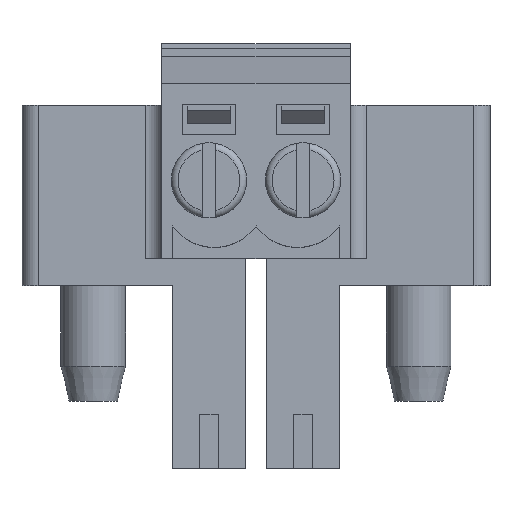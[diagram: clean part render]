
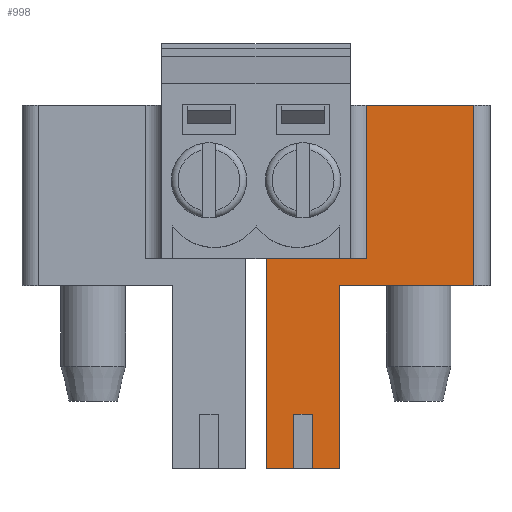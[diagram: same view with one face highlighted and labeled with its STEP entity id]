
A CAD part, top view. The second image highlights one B-rep face of the part: STEP entity #998.
In plain terms, the highlighted planar face has unit normal (0, 0, 1).
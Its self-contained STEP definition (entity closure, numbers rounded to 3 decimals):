
#998 = ADVANCED_FACE( '', ( #1962 ), #1963, .T. );
#1962 = FACE_OUTER_BOUND( '', #2890, .T. );
#1963 = PLANE( '', #2891 );
#2890 = EDGE_LOOP( '', ( #5400, #5401, #5402, #5403, #5404, #5405, #5406, #5407, #5408, #5409, #5410, #5411 ) );
#2891 = AXIS2_PLACEMENT_3D( '', #5412, #5413, #5414 );
#5400 = ORIENTED_EDGE( '', *, *, #6551, .T. );
#5401 = ORIENTED_EDGE( '', *, *, #6079, .T. );
#5402 = ORIENTED_EDGE( '', *, *, #6081, .T. );
#5403 = ORIENTED_EDGE( '', *, *, #5751, .T. );
#5404 = ORIENTED_EDGE( '', *, *, #6444, .F. );
#5405 = ORIENTED_EDGE( '', *, *, #5822, .F. );
#5406 = ORIENTED_EDGE( '', *, *, #5766, .T. );
#5407 = ORIENTED_EDGE( '', *, *, #6350, .F. );
#5408 = ORIENTED_EDGE( '', *, *, #6404, .F. );
#5409 = ORIENTED_EDGE( '', *, *, #6162, .T. );
#5410 = ORIENTED_EDGE( '', *, *, #5762, .T. );
#5411 = ORIENTED_EDGE( '', *, *, #6184, .T. );
#5412 = CARTESIAN_POINT( '', ( 0.4, -5., 2.775 ) );
#5413 = DIRECTION( '', ( 0., 0., 1. ) );
#5414 = DIRECTION( '', ( 1., 0., 0. ) );
#5751 = EDGE_CURVE( '', #6927, #6924, #6928, .F. );
#5762 = EDGE_CURVE( '', #6946, #6944, #6947, .T. );
#5766 = EDGE_CURVE( '', #6940, #6952, #6954, .T. );
#5822 = EDGE_CURVE( '', #6940, #7047, #7054, .T. );
#6079 = EDGE_CURVE( '', #7451, #7455, #7457, .T. );
#6081 = EDGE_CURVE( '', #7455, #6927, #7459, .T. );
#6162 = EDGE_CURVE( '', #7577, #6946, #7578, .T. );
#6184 = EDGE_CURVE( '', #6944, #7605, #7608, .T. );
#6350 = EDGE_CURVE( '', #7831, #6952, #7833, .T. );
#6404 = EDGE_CURVE( '', #7577, #7831, #7901, .T. );
#6444 = EDGE_CURVE( '', #7047, #6924, #7946, .T. );
#6551 = EDGE_CURVE( '', #7605, #7451, #8067, .T. );
#6924 = VERTEX_POINT( '', #8590 );
#6927 = VERTEX_POINT( '', #8593 );
#6928 = LINE( '', #8594, #8595 );
#6940 = VERTEX_POINT( '', #8611 );
#6944 = VERTEX_POINT( '', #8616 );
#6946 = VERTEX_POINT( '', #8619 );
#6947 = LINE( '', #8620, #8621 );
#6952 = VERTEX_POINT( '', #8628 );
#6954 = LINE( '', #8631, #8632 );
#7047 = VERTEX_POINT( '', #8765 );
#7054 = LINE( '', #8776, #8777 );
#7451 = VERTEX_POINT( '', #9368 );
#7455 = VERTEX_POINT( '', #9373 );
#7457 = LINE( '', #9375, #9376 );
#7459 = LINE( '', #9378, #9379 );
#7577 = VERTEX_POINT( '', #9545 );
#7578 = LINE( '', #9546, #9547 );
#7605 = VERTEX_POINT( '', #9590 );
#7608 = LINE( '', #9594, #9595 );
#7831 = VERTEX_POINT( '', #9917 );
#7833 = LINE( '', #9920, #9921 );
#7901 = LINE( '', #10022, #10023 );
#7946 = LINE( '', #10086, #10087 );
#8067 = LINE( '', #10238, #10239 );
#8590 = CARTESIAN_POINT( '', ( 4.1, -4., 2.775 ) );
#8593 = CARTESIAN_POINT( '', ( 4.1, 1.7, 2.775 ) );
#8594 = CARTESIAN_POINT( '', ( 4.1, -5., 2.775 ) );
#8595 = VECTOR( '', #10463, 1000. );
#8611 = CARTESIAN_POINT( '', ( 0.4, -11.8, 2.775 ) );
#8616 = CARTESIAN_POINT( '', ( 3.1, -11.8, 2.775 ) );
#8619 = CARTESIAN_POINT( '', ( 2.1, -11.8, 2.775 ) );
#8620 = CARTESIAN_POINT( '', ( 0.4, -11.8, 2.775 ) );
#8621 = VECTOR( '', #10476, 1000. );
#8628 = CARTESIAN_POINT( '', ( 1.4, -11.8, 2.775 ) );
#8631 = CARTESIAN_POINT( '', ( 0.4, -11.8, 2.775 ) );
#8632 = VECTOR( '', #10480, 1000. );
#8765 = CARTESIAN_POINT( '', ( 0.4, -4., 2.775 ) );
#8776 = CARTESIAN_POINT( '', ( 0.4, -5., 2.775 ) );
#8777 = VECTOR( '', #10537, 1000. );
#9368 = CARTESIAN_POINT( '', ( 8.1, -5., 2.775 ) );
#9373 = CARTESIAN_POINT( '', ( 8.1, 1.7, 2.775 ) );
#9375 = CARTESIAN_POINT( '', ( 8.1, 1.7, 2.775 ) );
#9376 = VECTOR( '', #10790, 1000. );
#9378 = CARTESIAN_POINT( '', ( 8.7, 1.7, 2.775 ) );
#9379 = VECTOR( '', #10791, 1000. );
#9545 = CARTESIAN_POINT( '', ( 2.1, -9.8, 2.775 ) );
#9546 = CARTESIAN_POINT( '', ( 2.1, -9.8, 2.775 ) );
#9547 = VECTOR( '', #10870, 1000. );
#9590 = CARTESIAN_POINT( '', ( 3.1, -5., 2.775 ) );
#9594 = CARTESIAN_POINT( '', ( 3.1, -11.8, 2.775 ) );
#9595 = VECTOR( '', #10888, 1000. );
#9917 = CARTESIAN_POINT( '', ( 1.4, -9.8, 2.775 ) );
#9920 = CARTESIAN_POINT( '', ( 1.4, -9.8, 2.775 ) );
#9921 = VECTOR( '', #11041, 1000. );
#10022 = CARTESIAN_POINT( '', ( 2.1, -9.8, 2.775 ) );
#10023 = VECTOR( '', #11087, 1000. );
#10086 = CARTESIAN_POINT( '', ( 0.4, -4., 2.775 ) );
#10087 = VECTOR( '', #11124, 1000. );
#10238 = CARTESIAN_POINT( '', ( 0.4, -5., 2.775 ) );
#10239 = VECTOR( '', #11203, 1000. );
#10463 = DIRECTION( '', ( 0., 1., 0. ) );
#10476 = DIRECTION( '', ( 1., 0., 0. ) );
#10480 = DIRECTION( '', ( 1., 0., 0. ) );
#10537 = DIRECTION( '', ( 0., 1., 0. ) );
#10790 = DIRECTION( '', ( 0., 1., 0. ) );
#10791 = DIRECTION( '', ( -1., 0., 0. ) );
#10870 = DIRECTION( '', ( 0., -1., 0. ) );
#10888 = DIRECTION( '', ( 0., 1., 0. ) );
#11041 = DIRECTION( '', ( 0., -1., 0. ) );
#11087 = DIRECTION( '', ( -1., 0., 0. ) );
#11124 = DIRECTION( '', ( 1., 0., 0. ) );
#11203 = DIRECTION( '', ( 1., 0., 0. ) );
